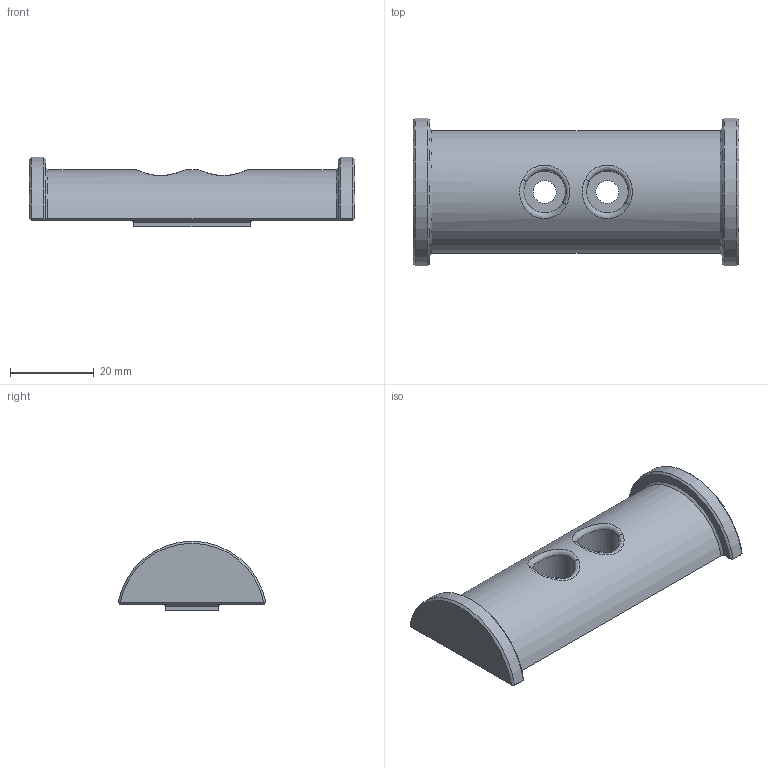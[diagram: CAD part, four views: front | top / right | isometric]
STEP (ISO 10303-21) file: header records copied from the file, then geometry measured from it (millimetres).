
FILE_DESCRIPTION(('CATIA V5 STEP Exchange'),'2;1');
FILE_NAME('Auflage Spule.stp','2023-02-04T17:03:29+00:00',('none'),('none'),'CATIA Version 5 Release 19 GA (IN-10)','CATIA V5 STEP AP203','none');
FILE_SCHEMA(('CONFIG_CONTROL_DESIGN'));
Length unit declared in the file: millimetre
Products named in the file (1): Auflage Spule
Bounding box: 78 x 35.4 x 16.65 mm (x, y, z)
Volume: 21033.2 mm3; surface area: 7209.6 mm2
Topology: 1 solids, 1 shells, 61 faces, 160 edges, 104 vertices
Faces by surface type: plane 28, bspline 16, cylinder 11, cone 6
Entity records: 3030 total; most frequent: CARTESIAN_POINT 1732, ORIENTED_EDGE 320, EDGE_CURVE 160, DIRECTION 146, VERTEX_POINT 104, B_SPLINE_CURVE_WITH_KNOTS 88, EDGE_LOOP 68, AXIS2_PLACEMENT_3D 62
